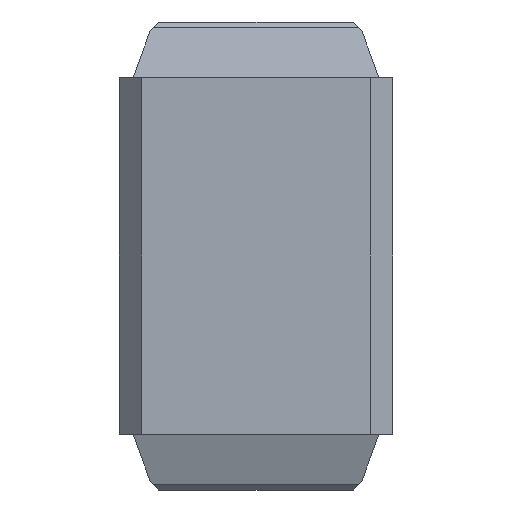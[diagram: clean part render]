
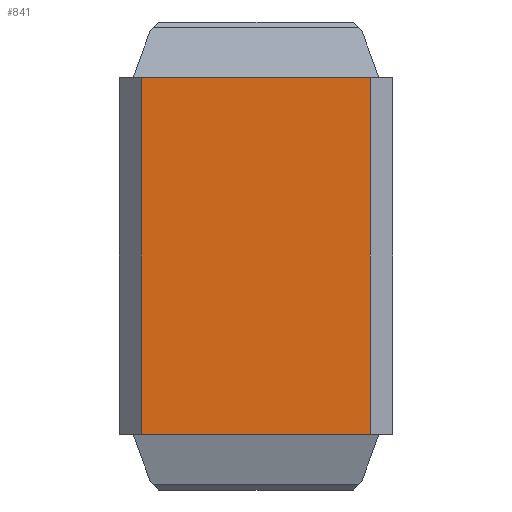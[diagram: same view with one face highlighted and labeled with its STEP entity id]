
A CAD part, left-side view. The second image highlights one B-rep face of the part: STEP entity #841.
In plain terms, the highlighted planar face has unit normal (-1, 0, 0).
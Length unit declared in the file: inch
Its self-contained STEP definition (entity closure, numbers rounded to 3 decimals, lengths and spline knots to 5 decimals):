
#105 = CARTESIAN_POINT ( 'NONE',  ( -0.49, 0.515, 0.8025 ) ) ;
#115 = CARTESIAN_POINT ( 'NONE',  ( -0.49, 0.515, -0.8025 ) ) ;
#125 = VERTEX_POINT ( 'NONE', #105 ) ;
#260 = ORIENTED_EDGE ( 'NONE', *, *, #430, .T. ) ;
#286 = DIRECTION ( 'NONE',  ( 0., 0., -1. ) ) ;
#287 = DIRECTION ( 'NONE',  ( 0., 0., 1. ) ) ;
#297 = LINE ( 'NONE', #942, #728 ) ;
#319 = LINE ( 'NONE', #551, #440 ) ;
#345 = DIRECTION ( 'NONE',  ( 0., 0., -1. ) ) ;
#407 = EDGE_CURVE ( 'NONE', #523, #125, #297, .T. ) ;
#424 = CARTESIAN_POINT ( 'NONE',  ( -0.49, -0.5525, -0.8025 ) ) ;
#426 = VECTOR ( 'NONE', #820, 39.37008 ) ;
#430 = EDGE_CURVE ( 'NONE', #911, #523, #850, .T. ) ;
#432 = VERTEX_POINT ( 'NONE', #115 ) ;
#440 = VECTOR ( 'NONE', #345, 39.37008 ) ;
#449 = CARTESIAN_POINT ( 'NONE',  ( -0.49, -0.515, 1.0525 ) ) ;
#517 = FACE_OUTER_BOUND ( 'NONE', #669, .T. ) ;
#523 = VERTEX_POINT ( 'NONE', #622 ) ;
#551 = CARTESIAN_POINT ( 'NONE',  ( -0.49, 0.515, 1.0525 ) ) ;
#583 = ORIENTED_EDGE ( 'NONE', *, *, #407, .T. ) ;
#607 = EDGE_CURVE ( 'NONE', #125, #432, #319, .T. ) ;
#622 = CARTESIAN_POINT ( 'NONE',  ( -0.49, -0.515, 0.8025 ) ) ;
#645 = VECTOR ( 'NONE', #287, 39.37008 ) ;
#669 = EDGE_LOOP ( 'NONE', ( #770, #260, #583, #896 ) ) ;
#671 = EDGE_CURVE ( 'NONE', #432, #911, #907, .T. ) ;
#676 = PLANE ( 'NONE',  #939 ) ;
#684 = DIRECTION ( 'NONE',  ( 1., 0., 0. ) ) ;
#728 = VECTOR ( 'NONE', #772, 39.37008 ) ;
#770 = ORIENTED_EDGE ( 'NONE', *, *, #671, .T. ) ;
#772 = DIRECTION ( 'NONE',  ( 0., 1., 0. ) ) ;
#820 = DIRECTION ( 'NONE',  ( 0., -1., 0. ) ) ;
#841 = ADVANCED_FACE ( 'NONE', ( #517 ), #676, .F. ) ;
#850 = LINE ( 'NONE', #449, #645 ) ;
#896 = ORIENTED_EDGE ( 'NONE', *, *, #607, .T. ) ;
#907 = LINE ( 'NONE', #424, #426 ) ;
#911 = VERTEX_POINT ( 'NONE', #1031 ) ;
#939 = AXIS2_PLACEMENT_3D ( 'NONE', #1013, #684, #286 ) ;
#942 = CARTESIAN_POINT ( 'NONE',  ( -0.49, -0.615, 0.8025 ) ) ;
#1013 = CARTESIAN_POINT ( 'NONE',  ( -0.49, -0.615, 1.0525 ) ) ;
#1031 = CARTESIAN_POINT ( 'NONE',  ( -0.49, -0.515, -0.8025 ) ) ;
